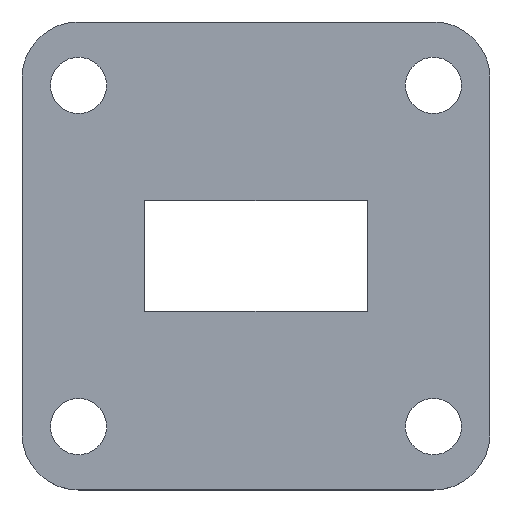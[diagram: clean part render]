
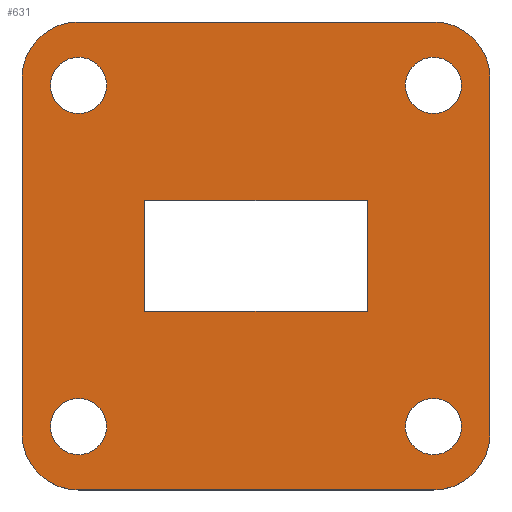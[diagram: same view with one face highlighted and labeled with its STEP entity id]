
A CAD part, top view. The second image highlights one B-rep face of the part: STEP entity #631.
In plain terms, the highlighted planar face has unit normal (0, 0, 1).
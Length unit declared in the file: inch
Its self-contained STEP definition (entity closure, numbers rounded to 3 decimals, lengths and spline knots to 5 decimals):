
#5 = CARTESIAN_POINT ( 'NONE',  ( -0.65551, 0.65551, 0. ) ) ;
#8 = VECTOR ( 'NONE', #575, 39.37008 ) ;
#11 = AXIS2_PLACEMENT_3D ( 'NONE', #596, #555, #446 ) ;
#12 = CARTESIAN_POINT ( 'NONE',  ( 0.65551, -0.49803, 0. ) ) ;
#16 = AXIS2_PLACEMENT_3D ( 'NONE', #509, #447, #93 ) ;
#19 = DIRECTION ( 'NONE',  ( 0., 0., 1. ) ) ;
#20 = ORIENTED_EDGE ( 'NONE', *, *, #64, .T. ) ;
#23 = VERTEX_POINT ( 'NONE', #576 ) ;
#25 = DIRECTION ( 'NONE',  ( 1., 0., 0. ) ) ;
#28 = VERTEX_POINT ( 'NONE', #38 ) ;
#38 = CARTESIAN_POINT ( 'NONE',  ( -0.41831, -0.47795, 0. ) ) ;
#44 = CARTESIAN_POINT ( 'NONE',  ( 0.57579, 0.47795, 0. ) ) ;
#48 = VECTOR ( 'NONE', #478, 39.37008 ) ;
#49 = DIRECTION ( 'NONE',  ( 0., -1., 0. ) ) ;
#50 = EDGE_LOOP ( 'NONE', ( #492, #597, #380, #248 ) ) ;
#51 = CIRCLE ( 'NONE', #11, 0.15748 ) ;
#52 = DIRECTION ( 'NONE',  ( -1., 0., 0. ) ) ;
#56 = CIRCLE ( 'NONE', #427, 0.15748 ) ;
#58 = CARTESIAN_POINT ( 'NONE',  ( 0.49705, 0.47795, 0. ) ) ;
#63 = DIRECTION ( 'NONE',  ( 1., 0., 0. ) ) ;
#64 = EDGE_CURVE ( 'NONE', #470, #139, #310, .T. ) ;
#65 = DIRECTION ( 'NONE',  ( 0., 1., 0. ) ) ;
#81 = EDGE_LOOP ( 'NONE', ( #326 ) ) ;
#87 = CARTESIAN_POINT ( 'NONE',  ( 0.49705, -0.47795, 0. ) ) ;
#93 = DIRECTION ( 'NONE',  ( -1., 0., 0. ) ) ;
#106 = EDGE_LOOP ( 'NONE', ( #432 ) ) ;
#108 = VECTOR ( 'NONE', #25, 39.37008 ) ;
#110 = ORIENTED_EDGE ( 'NONE', *, *, #157, .T. ) ;
#121 = VERTEX_POINT ( 'NONE', #457 ) ;
#123 = ORIENTED_EDGE ( 'NONE', *, *, #162, .T. ) ;
#135 = FACE_BOUND ( 'NONE', #149, .T. ) ;
#137 = LINE ( 'NONE', #502, #472 ) ;
#139 = VERTEX_POINT ( 'NONE', #291 ) ;
#142 = PLANE ( 'NONE',  #372 ) ;
#147 = VERTEX_POINT ( 'NONE', #351 ) ;
#149 = EDGE_LOOP ( 'NONE', ( #173 ) ) ;
#157 = EDGE_CURVE ( 'NONE', #23, #407, #51, .T. ) ;
#162 = EDGE_CURVE ( 'NONE', #507, #470, #137, .T. ) ;
#173 = ORIENTED_EDGE ( 'NONE', *, *, #599, .F. ) ;
#181 = CIRCLE ( 'NONE', #235, 0.07874 ) ;
#188 = FACE_BOUND ( 'NONE', #81, .T. ) ;
#193 = DIRECTION ( 'NONE',  ( 0., 0., 1. ) ) ;
#204 = CARTESIAN_POINT ( 'NONE',  ( 0.49803, 0.65551, 0. ) ) ;
#205 = ORIENTED_EDGE ( 'NONE', *, *, #565, .T. ) ;
#213 = EDGE_CURVE ( 'NONE', #28, #28, #181, .T. ) ;
#215 = CARTESIAN_POINT ( 'NONE',  ( -0.65551, -0.49803, 0. ) ) ;
#217 = CIRCLE ( 'NONE', #16, 0.15748 ) ;
#219 = CARTESIAN_POINT ( 'NONE',  ( -0.65551, -0.65551, 0. ) ) ;
#220 = DIRECTION ( 'NONE',  ( -1., 0., 0. ) ) ;
#222 = CIRCLE ( 'NONE', #598, 0.07874 ) ;
#235 = AXIS2_PLACEMENT_3D ( 'NONE', #606, #255, #468 ) ;
#236 = EDGE_CURVE ( 'NONE', #322, #647, #306, .T. ) ;
#237 = CARTESIAN_POINT ( 'NONE',  ( -0.49803, 0.49803, 0. ) ) ;
#246 = CIRCLE ( 'NONE', #566, 0.07874 ) ;
#248 = ORIENTED_EDGE ( 'NONE', *, *, #580, .F. ) ;
#255 = DIRECTION ( 'NONE',  ( 0., 0., 1. ) ) ;
#258 = DIRECTION ( 'NONE',  ( 0., 0., 1. ) ) ;
#260 = CARTESIAN_POINT ( 'NONE',  ( -0.311, 0.15549, 0. ) ) ;
#265 = EDGE_LOOP ( 'NONE', ( #390 ) ) ;
#272 = VECTOR ( 'NONE', #280, 39.37008 ) ;
#280 = DIRECTION ( 'NONE',  ( 0., -1., 0. ) ) ;
#285 = DIRECTION ( 'NONE',  ( 0., 0., 1. ) ) ;
#291 = CARTESIAN_POINT ( 'NONE',  ( -0.49803, -0.65551, 0. ) ) ;
#294 = DIRECTION ( 'NONE',  ( 1., 0., 0. ) ) ;
#297 = CARTESIAN_POINT ( 'NONE',  ( -0.41831, 0.47795, 0. ) ) ;
#306 = LINE ( 'NONE', #5, #562 ) ;
#309 = ORIENTED_EDGE ( 'NONE', *, *, #455, .T. ) ;
#310 = CIRCLE ( 'NONE', #418, 0.15748 ) ;
#319 = LINE ( 'NONE', #219, #48 ) ;
#322 = VERTEX_POINT ( 'NONE', #204 ) ;
#326 = ORIENTED_EDGE ( 'NONE', *, *, #213, .F. ) ;
#327 = EDGE_CURVE ( 'NONE', #346, #346, #222, .T. ) ;
#331 = LINE ( 'NONE', #542, #108 ) ;
#335 = CARTESIAN_POINT ( 'NONE',  ( 0., 0., 0. ) ) ;
#336 = VERTEX_POINT ( 'NONE', #260 ) ;
#342 = DIRECTION ( 'NONE',  ( -1., 0., 0. ) ) ;
#346 = VERTEX_POINT ( 'NONE', #44 ) ;
#351 = CARTESIAN_POINT ( 'NONE',  ( 0.57579, -0.47795, 0. ) ) ;
#362 = CIRCLE ( 'NONE', #451, 0.07874 ) ;
#372 = AXIS2_PLACEMENT_3D ( 'NONE', #335, #456, #490 ) ;
#377 = LINE ( 'NONE', #532, #8 ) ;
#380 = ORIENTED_EDGE ( 'NONE', *, *, #522, .F. ) ;
#390 = ORIENTED_EDGE ( 'NONE', *, *, #327, .F. ) ;
#391 = FACE_BOUND ( 'NONE', #106, .T. ) ;
#397 = CARTESIAN_POINT ( 'NONE',  ( -0.311, 0.15549, 0. ) ) ;
#403 = LINE ( 'NONE', #397, #619 ) ;
#407 = VERTEX_POINT ( 'NONE', #12 ) ;
#418 = AXIS2_PLACEMENT_3D ( 'NONE', #479, #19, #220 ) ;
#423 = CARTESIAN_POINT ( 'NONE',  ( 0.311, 0.15549, 0. ) ) ;
#424 = VERTEX_POINT ( 'NONE', #423 ) ;
#426 = EDGE_CURVE ( 'NONE', #139, #23, #319, .T. ) ;
#427 = AXIS2_PLACEMENT_3D ( 'NONE', #237, #440, #452 ) ;
#430 = LINE ( 'NONE', #528, #539 ) ;
#432 = ORIENTED_EDGE ( 'NONE', *, *, #571, .F. ) ;
#433 = CARTESIAN_POINT ( 'NONE',  ( -0.65551, 0.49803, 0. ) ) ;
#435 = EDGE_CURVE ( 'NONE', #639, #424, #430, .T. ) ;
#440 = DIRECTION ( 'NONE',  ( 0., 0., 1. ) ) ;
#446 = DIRECTION ( 'NONE',  ( -1., 0., 0. ) ) ;
#447 = DIRECTION ( 'NONE',  ( 0., 0., 1. ) ) ;
#451 = AXIS2_PLACEMENT_3D ( 'NONE', #645, #193, #294 ) ;
#452 = DIRECTION ( 'NONE',  ( -1., 0., 0. ) ) ;
#455 = EDGE_CURVE ( 'NONE', #407, #121, #377, .T. ) ;
#456 = DIRECTION ( 'NONE',  ( 0., 0., -1. ) ) ;
#457 = CARTESIAN_POINT ( 'NONE',  ( 0.65551, 0.49803, 0. ) ) ;
#462 = ORIENTED_EDGE ( 'NONE', *, *, #426, .T. ) ;
#468 = DIRECTION ( 'NONE',  ( 1., 0., 0. ) ) ;
#470 = VERTEX_POINT ( 'NONE', #215 ) ;
#472 = VECTOR ( 'NONE', #49, 39.37008 ) ;
#478 = DIRECTION ( 'NONE',  ( 1., 0., 0. ) ) ;
#479 = CARTESIAN_POINT ( 'NONE',  ( -0.49803, -0.49803, 0. ) ) ;
#490 = DIRECTION ( 'NONE',  ( -1., 0., 0. ) ) ;
#492 = ORIENTED_EDGE ( 'NONE', *, *, #624, .F. ) ;
#494 = CARTESIAN_POINT ( 'NONE',  ( -0.311, -0.15549, 0. ) ) ;
#502 = CARTESIAN_POINT ( 'NONE',  ( -0.65551, -0.65551, 0. ) ) ;
#507 = VERTEX_POINT ( 'NONE', #433 ) ;
#509 = CARTESIAN_POINT ( 'NONE',  ( 0.49803, 0.49803, 0. ) ) ;
#522 = EDGE_CURVE ( 'NONE', #620, #639, #331, .T. ) ;
#528 = CARTESIAN_POINT ( 'NONE',  ( 0.311, -0.15549, 0. ) ) ;
#532 = CARTESIAN_POINT ( 'NONE',  ( 0.65551, -0.65551, 0. ) ) ;
#539 = VECTOR ( 'NONE', #65, 39.37008 ) ;
#540 = EDGE_LOOP ( 'NONE', ( #642, #593, #123, #20, #462, #110, #309, #205 ) ) ;
#542 = CARTESIAN_POINT ( 'NONE',  ( -0.311, -0.15549, 0. ) ) ;
#543 = EDGE_CURVE ( 'NONE', #647, #507, #56, .T. ) ;
#547 = FACE_OUTER_BOUND ( 'NONE', #540, .T. ) ;
#551 = CARTESIAN_POINT ( 'NONE',  ( -0.49803, 0.65551, 0. ) ) ;
#555 = DIRECTION ( 'NONE',  ( 0., 0., 1. ) ) ;
#557 = VERTEX_POINT ( 'NONE', #297 ) ;
#562 = VECTOR ( 'NONE', #52, 39.37008 ) ;
#565 = EDGE_CURVE ( 'NONE', #121, #322, #217, .T. ) ;
#566 = AXIS2_PLACEMENT_3D ( 'NONE', #87, #285, #633 ) ;
#571 = EDGE_CURVE ( 'NONE', #147, #147, #246, .T. ) ;
#575 = DIRECTION ( 'NONE',  ( 0., 1., 0. ) ) ;
#576 = CARTESIAN_POINT ( 'NONE',  ( 0.49803, -0.65551, 0. ) ) ;
#580 = EDGE_CURVE ( 'NONE', #336, #620, #584, .T. ) ;
#584 = LINE ( 'NONE', #640, #272 ) ;
#586 = FACE_BOUND ( 'NONE', #50, .T. ) ;
#591 = FACE_BOUND ( 'NONE', #265, .T. ) ;
#593 = ORIENTED_EDGE ( 'NONE', *, *, #543, .T. ) ;
#595 = CARTESIAN_POINT ( 'NONE',  ( 0.311, -0.15549, 0. ) ) ;
#596 = CARTESIAN_POINT ( 'NONE',  ( 0.49803, -0.49803, 0. ) ) ;
#597 = ORIENTED_EDGE ( 'NONE', *, *, #435, .F. ) ;
#598 = AXIS2_PLACEMENT_3D ( 'NONE', #58, #258, #63 ) ;
#599 = EDGE_CURVE ( 'NONE', #557, #557, #362, .T. ) ;
#606 = CARTESIAN_POINT ( 'NONE',  ( -0.49705, -0.47795, 0. ) ) ;
#619 = VECTOR ( 'NONE', #342, 39.37008 ) ;
#620 = VERTEX_POINT ( 'NONE', #494 ) ;
#624 = EDGE_CURVE ( 'NONE', #424, #336, #403, .T. ) ;
#631 = ADVANCED_FACE ( 'NONE', ( #586, #188, #391, #591, #135, #547 ), #142, .F. ) ;
#633 = DIRECTION ( 'NONE',  ( 1., 0., 0. ) ) ;
#639 = VERTEX_POINT ( 'NONE', #595 ) ;
#640 = CARTESIAN_POINT ( 'NONE',  ( -0.311, -0.15549, 0. ) ) ;
#642 = ORIENTED_EDGE ( 'NONE', *, *, #236, .T. ) ;
#645 = CARTESIAN_POINT ( 'NONE',  ( -0.49705, 0.47795, 0. ) ) ;
#647 = VERTEX_POINT ( 'NONE', #551 ) ;
